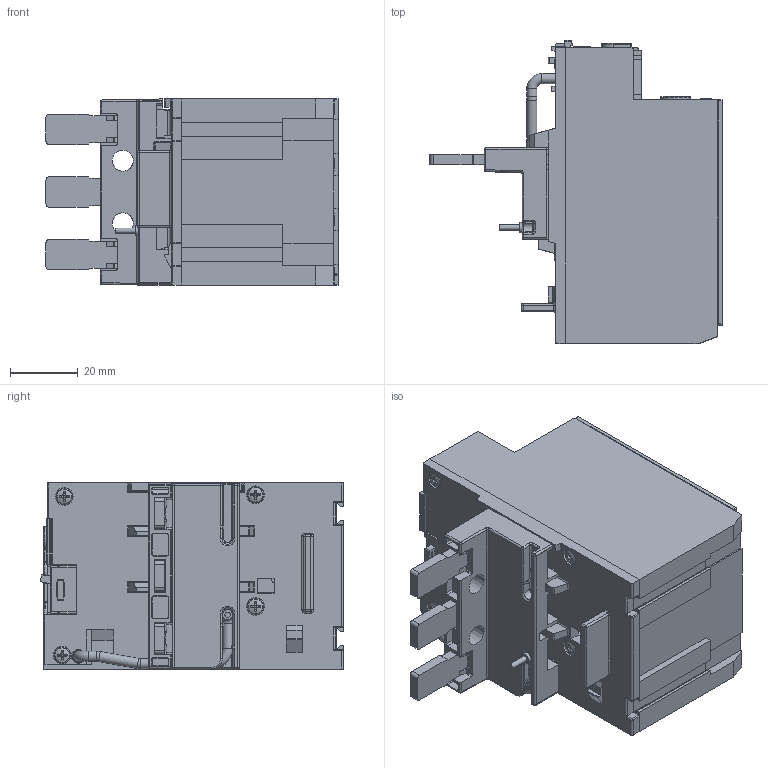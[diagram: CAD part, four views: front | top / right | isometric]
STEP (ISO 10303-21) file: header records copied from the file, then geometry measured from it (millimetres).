
FILE_DESCRIPTION(/* description */ (''),/* implementation_level */ '2;1');
FILE_NAME(/* name */ 'RFA82.stp',/* time_stamp */ '2019-07-24T09:50:14+02:00',/* author */ ('UTP'),/* organization */ (''),/* preprocessor_version */ 'ST-DEVELOPER v16.1',/* originating_system */ 'Autodesk Inventor 2016',/* authorisation */ '');
FILE_SCHEMA (('AUTOMOTIVE_DESIGN { 1 0 10303 214 3 1 1 }'));
Products named in the file (1): RF82
Bounding box: 86.3 x 89.51 x 55 mm (x, y, z)
Surface area: 59339.5 mm2 (no closed solid volume)
Topology: 0 solids, 52 shells, 1428 faces, 5760 edges, 4242 vertices
Faces by surface type: plane 886, cylinder 356, bspline 84, torus 57, sphere 28, cone 17
Full cylindrical faces by diameter (mm): 1.6 x1, 2.8 x1, 3 x6, 3.48 x4, 3.5 x1, 5.2 x4, 7 x3, 9 x3
Entity records: 60549 total; most frequent: CARTESIAN_POINT 13715, DIRECTION 9450, ORIENTED_EDGE 8752, EDGE_CURVE 5663, VERTEX_POINT 4223, LINE 4104, VECTOR 4104, AXIS2_PLACEMENT_3D 2673
